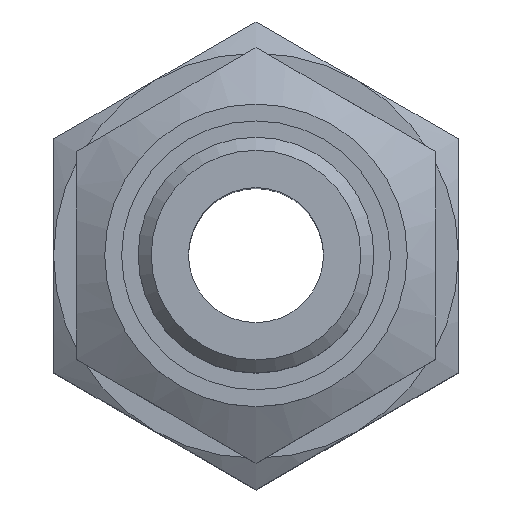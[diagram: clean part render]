
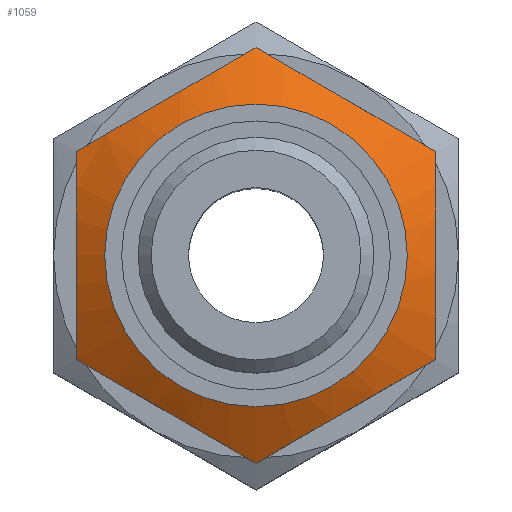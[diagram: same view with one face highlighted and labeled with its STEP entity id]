
A CAD part, top view. The second image highlights one B-rep face of the part: STEP entity #1059.
In plain terms, the highlighted conical face has half-angle 60 degrees and reference radius 18.475 mm.
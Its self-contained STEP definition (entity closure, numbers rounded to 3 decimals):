
#103=CIRCLE('',#1147,13.45);
#206=ORIENTED_EDGE('',*,*,#361,.T.);
#207=ORIENTED_EDGE('',*,*,#362,.F.);
#208=ORIENTED_EDGE('',*,*,#363,.F.);
#209=ORIENTED_EDGE('',*,*,#364,.F.);
#210=ORIENTED_EDGE('',*,*,#365,.F.);
#211=ORIENTED_EDGE('',*,*,#366,.F.);
#212=ORIENTED_EDGE('',*,*,#367,.F.);
#361=EDGE_CURVE('',#435,#435,#103,.T.);
#362=EDGE_CURVE('',#436,#437,#485,.T.);
#363=EDGE_CURVE('',#438,#436,#486,.T.);
#364=EDGE_CURVE('',#439,#438,#487,.T.);
#365=EDGE_CURVE('',#440,#439,#488,.T.);
#366=EDGE_CURVE('',#441,#440,#489,.T.);
#367=EDGE_CURVE('',#437,#441,#490,.T.);
#435=VERTEX_POINT('',#1633);
#436=VERTEX_POINT('',#1641);
#437=VERTEX_POINT('',#1642);
#438=VERTEX_POINT('',#1650);
#439=VERTEX_POINT('',#1658);
#440=VERTEX_POINT('',#1666);
#441=VERTEX_POINT('',#1674);
#485=B_SPLINE_CURVE_WITH_KNOTS('',3,(#1634,#1635,#1636,#1637,#1638,#1639,
#1640),.UNSPECIFIED.,.F.,.F.,(4,1,1,1,4),(0.02,0.025,
0.03,0.034,0.039),.UNSPECIFIED.);
#486=B_SPLINE_CURVE_WITH_KNOTS('',3,(#1643,#1644,#1645,#1646,#1647,#1648,
#1649),.UNSPECIFIED.,.F.,.F.,(4,1,1,1,4),(0.,0.005,
0.009,0.014,0.019),.UNSPECIFIED.);
#487=B_SPLINE_CURVE_WITH_KNOTS('',3,(#1651,#1652,#1653,#1654,#1655,#1656,
#1657),.UNSPECIFIED.,.F.,.F.,(4,1,1,1,4),(0.,0.005,
0.009,0.014,0.019),.UNSPECIFIED.);
#488=B_SPLINE_CURVE_WITH_KNOTS('',3,(#1659,#1660,#1661,#1662,#1663,#1664,
#1665),.UNSPECIFIED.,.F.,.F.,(4,1,1,1,4),(0.02,0.025,
0.03,0.034,0.039),.UNSPECIFIED.);
#489=B_SPLINE_CURVE_WITH_KNOTS('',3,(#1667,#1668,#1669,#1670,#1671,#1672,
#1673),.UNSPECIFIED.,.F.,.F.,(4,1,1,1,4),(0.,0.005,
0.009,0.014,0.019),.UNSPECIFIED.);
#490=B_SPLINE_CURVE_WITH_KNOTS('',3,(#1675,#1676,#1677,#1678,#1679,#1680,
#1681),.UNSPECIFIED.,.F.,.F.,(4,1,1,1,4),(0.,0.005,
0.009,0.014,0.019),.UNSPECIFIED.);
#535=EDGE_LOOP('',(#206));
#536=EDGE_LOOP('',(#207,#208,#209,#210,#211,#212));
#609=FACE_BOUND('',#535,.T.);
#610=FACE_BOUND('',#536,.T.);
#661=CONICAL_SURFACE('',#1146,18.475,1.047);
#1059=ADVANCED_FACE('',(#609,#610),#661,.T.);
#1146=AXIS2_PLACEMENT_3D('',#1631,#1299,#1300);
#1147=AXIS2_PLACEMENT_3D('',#1632,#1301,#1302);
#1299=DIRECTION('',(0.,0.,-1.));
#1300=DIRECTION('',(-1.,0.,0.));
#1301=DIRECTION('',(0.,0.,-1.));
#1302=DIRECTION('',(-1.,0.,0.));
#1631=CARTESIAN_POINT('',(0.,0.,-4.402));
#1632=CARTESIAN_POINT('',(0.,0.,-1.5));
#1633=CARTESIAN_POINT('',(-13.45,0.,-1.5));
#1634=CARTESIAN_POINT('',(-16.,-9.238,-4.402));
#1635=CARTESIAN_POINT('',(-16.,-7.733,-3.967));
#1636=CARTESIAN_POINT('',(-16.,-4.704,-3.249));
#1637=CARTESIAN_POINT('',(-16.,-0.005,-2.834));
#1638=CARTESIAN_POINT('',(-16.,4.707,-3.249));
#1639=CARTESIAN_POINT('',(-16.,7.734,-3.968));
#1640=CARTESIAN_POINT('',(-16.,9.238,-4.402));
#1641=CARTESIAN_POINT('',(-16.,-9.238,-4.402));
#1642=CARTESIAN_POINT('',(-16.,9.238,-4.402));
#1643=CARTESIAN_POINT('',(0.,-18.475,-4.402));
#1644=CARTESIAN_POINT('',(-1.306,-17.721,-3.966));
#1645=CARTESIAN_POINT('',(-3.935,-16.203,-3.248));
#1646=CARTESIAN_POINT('',(-7.978,-13.869,-2.836));
#1647=CARTESIAN_POINT('',(-12.062,-11.511,-3.245));
#1648=CARTESIAN_POINT('',(-14.692,-9.993,-3.966));
#1649=CARTESIAN_POINT('',(-16.,-9.238,-4.402));
#1650=CARTESIAN_POINT('',(0.,-18.475,-4.402));
#1651=CARTESIAN_POINT('',(16.,-9.238,-4.402));
#1652=CARTESIAN_POINT('',(14.694,-9.992,-3.966));
#1653=CARTESIAN_POINT('',(12.065,-11.509,-3.248));
#1654=CARTESIAN_POINT('',(8.022,-13.844,-2.836));
#1655=CARTESIAN_POINT('',(3.938,-16.201,-3.245));
#1656=CARTESIAN_POINT('',(1.308,-17.72,-3.966));
#1657=CARTESIAN_POINT('',(0.,-18.475,-4.402));
#1658=CARTESIAN_POINT('',(16.,-9.238,-4.402));
#1659=CARTESIAN_POINT('',(16.,9.238,-4.402));
#1660=CARTESIAN_POINT('',(16.,7.733,-3.967));
#1661=CARTESIAN_POINT('',(16.,4.704,-3.249));
#1662=CARTESIAN_POINT('',(16.,0.005,-2.834));
#1663=CARTESIAN_POINT('',(16.,-4.707,-3.249));
#1664=CARTESIAN_POINT('',(16.,-7.734,-3.968));
#1665=CARTESIAN_POINT('',(16.,-9.238,-4.402));
#1666=CARTESIAN_POINT('',(16.,9.238,-4.402));
#1667=CARTESIAN_POINT('',(0.,18.475,-4.402));
#1668=CARTESIAN_POINT('',(1.306,17.721,-3.966));
#1669=CARTESIAN_POINT('',(3.935,16.203,-3.248));
#1670=CARTESIAN_POINT('',(7.978,13.869,-2.836));
#1671=CARTESIAN_POINT('',(12.062,11.511,-3.245));
#1672=CARTESIAN_POINT('',(14.692,9.993,-3.966));
#1673=CARTESIAN_POINT('',(16.,9.238,-4.402));
#1674=CARTESIAN_POINT('',(0.,18.475,-4.402));
#1675=CARTESIAN_POINT('',(-16.,9.238,-4.402));
#1676=CARTESIAN_POINT('',(-14.694,9.992,-3.966));
#1677=CARTESIAN_POINT('',(-12.065,11.509,-3.248));
#1678=CARTESIAN_POINT('',(-8.022,13.844,-2.836));
#1679=CARTESIAN_POINT('',(-3.938,16.201,-3.245));
#1680=CARTESIAN_POINT('',(-1.308,17.72,-3.966));
#1681=CARTESIAN_POINT('',(0.,18.475,-4.402));
